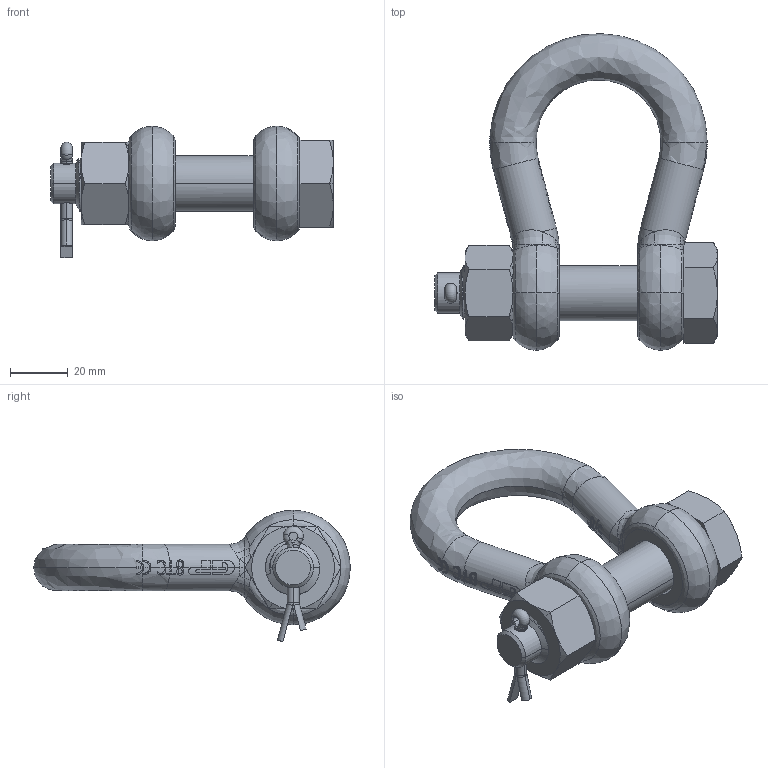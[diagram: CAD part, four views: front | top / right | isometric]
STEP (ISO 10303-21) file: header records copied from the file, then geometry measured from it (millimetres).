
FILE_DESCRIPTION (( 'STEP AP203' ), '1' );
FILE_NAME ('POGHMB16.STEP', '2009-08-26T08:04:05', ( '.' ), ( '.' ), 'SwSTEP 2.0', 'SolidWorks 2009', '' );
FILE_SCHEMA (( 'CONFIG_CONTROL_DESIGN' ));
Length unit declared in the file: millimetre
Products named in the file (5): 3,25_2; 3,25_3; POGHMB16; 3,25; 3,25_1
Assembly tree (4 placements, depth 2):
  POGHMB16
    3,25
    3,25_3
    3,25_2
    3,25_1
Bounding box: 97.5 x 109.24 x 45.34 mm (x, y, z)
Volume: 96069.9 mm3; surface area: 29305.7 mm2
Topology: 4 solids, 4 shells, 776 faces, 2147 edges, 1381 vertices
Faces by surface type: bspline 379, plane 238, cylinder 126, cone 28, torus 5
Entity records: 40397 total; most frequent: CARTESIAN_POINT 23584, ORIENTED_EDGE 4264, EDGE_CURVE 2132, DIRECTION 2072, VERTEX_POINT 1381, B_SPLINE_CURVE_WITH_KNOTS 886, VECTOR 816, LINE 816
